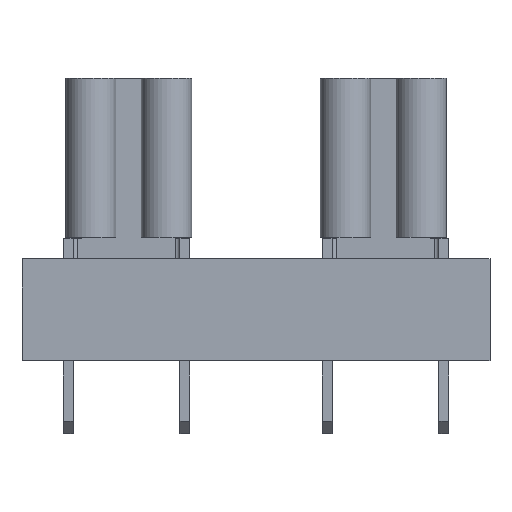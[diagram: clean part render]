
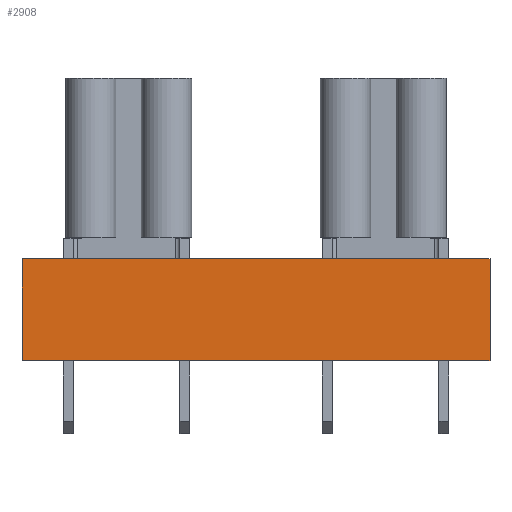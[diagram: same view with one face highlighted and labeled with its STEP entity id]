
A CAD part, top view. The second image highlights one B-rep face of the part: STEP entity #2908.
In plain terms, the highlighted planar face has unit normal (0, 0, 1).
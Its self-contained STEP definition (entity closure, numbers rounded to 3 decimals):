
#56 = ORIENTED_EDGE ( 'NONE', *, *, #4625, .T. ) ;
#138 = FACE_OUTER_BOUND ( 'NONE', #4579, .T. ) ;
#367 = CARTESIAN_POINT ( 'NONE',  ( 7.35, 5.5, 2.15 ) ) ;
#503 = CARTESIAN_POINT ( 'NONE',  ( -7.35, 5.5, 2.15 ) ) ;
#911 = EDGE_CURVE ( 'NONE', #1517, #3994, #4334, .T. ) ;
#1202 = CARTESIAN_POINT ( 'NONE',  ( 7.35, 5.5, 2.15 ) ) ;
#1416 = DIRECTION ( 'NONE',  ( 0., -1., 0. ) ) ;
#1465 = DIRECTION ( 'NONE',  ( -1., 0., 0. ) ) ;
#1517 = VERTEX_POINT ( 'NONE', #503 ) ;
#1531 = CARTESIAN_POINT ( 'NONE',  ( 0., 5.5, 2.15 ) ) ;
#1630 = ORIENTED_EDGE ( 'NONE', *, *, #1828, .F. ) ;
#1769 = CARTESIAN_POINT ( 'NONE',  ( -7.35, 2.3, 2.15 ) ) ;
#1805 = VECTOR ( 'NONE', #2674, 1000. ) ;
#1828 = EDGE_CURVE ( 'NONE', #3947, #4330, #5102, .T. ) ;
#2021 = EDGE_CURVE ( 'NONE', #1517, #3947, #5451, .T. ) ;
#2544 = ORIENTED_EDGE ( 'NONE', *, *, #911, .T. ) ;
#2586 = AXIS2_PLACEMENT_3D ( 'NONE', #1531, #5166, #1465 ) ;
#2674 = DIRECTION ( 'NONE',  ( 1., 0., 0. ) ) ;
#2908 = ADVANCED_FACE ( 'NONE', ( #138 ), #4243, .F. ) ;
#3115 = VECTOR ( 'NONE', #3198, 1000. ) ;
#3198 = DIRECTION ( 'NONE',  ( 1., 0., 0. ) ) ;
#3492 = ORIENTED_EDGE ( 'NONE', *, *, #2021, .F. ) ;
#3729 = CARTESIAN_POINT ( 'NONE',  ( 0., 2.3, 2.15 ) ) ;
#3826 = VECTOR ( 'NONE', #3877, 1000. ) ;
#3877 = DIRECTION ( 'NONE',  ( 0., -1., 0. ) ) ;
#3947 = VERTEX_POINT ( 'NONE', #367 ) ;
#3994 = VERTEX_POINT ( 'NONE', #1769 ) ;
#4243 = PLANE ( 'NONE',  #2586 ) ;
#4330 = VERTEX_POINT ( 'NONE', #4408 ) ;
#4334 = LINE ( 'NONE', #5291, #4684 ) ;
#4408 = CARTESIAN_POINT ( 'NONE',  ( 7.35, 2.3, 2.15 ) ) ;
#4579 = EDGE_LOOP ( 'NONE', ( #56, #1630, #3492, #2544 ) ) ;
#4625 = EDGE_CURVE ( 'NONE', #3994, #4330, #5615, .T. ) ;
#4684 = VECTOR ( 'NONE', #1416, 1000. ) ;
#5102 = LINE ( 'NONE', #1202, #3826 ) ;
#5166 = DIRECTION ( 'NONE',  ( 0., 0., -1. ) ) ;
#5291 = CARTESIAN_POINT ( 'NONE',  ( -7.35, 5.5, 2.15 ) ) ;
#5451 = LINE ( 'NONE', #5481, #1805 ) ;
#5481 = CARTESIAN_POINT ( 'NONE',  ( 0., 5.5, 2.15 ) ) ;
#5615 = LINE ( 'NONE', #3729, #3115 ) ;
